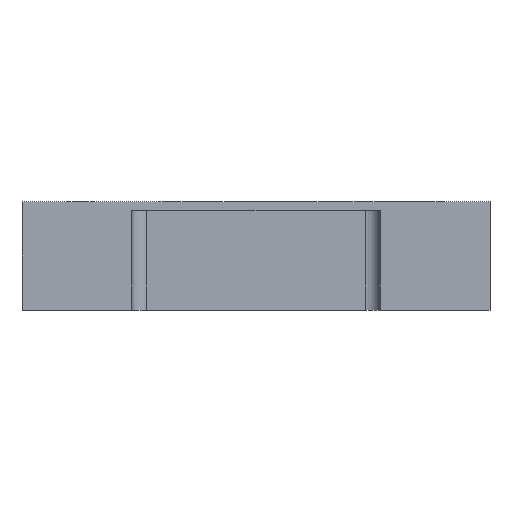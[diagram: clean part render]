
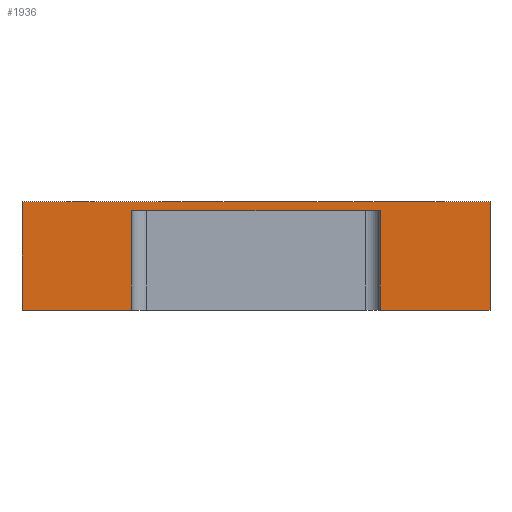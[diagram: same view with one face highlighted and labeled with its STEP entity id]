
A CAD part, front view. The second image highlights one B-rep face of the part: STEP entity #1936.
In plain terms, the highlighted planar face has unit normal (0, -1, 0).
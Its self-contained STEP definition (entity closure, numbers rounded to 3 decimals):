
#22 = VERTEX_POINT('',#23);
#23 = CARTESIAN_POINT('',(80.,0.,0.));
#32 = PLANE('',#33);
#33 = AXIS2_PLACEMENT_3D('',#34,#35,#36);
#34 = CARTESIAN_POINT('',(80.,0.,0.));
#35 = DIRECTION('',(-1.,0.,0.));
#36 = DIRECTION('',(0.,1.,0.));
#44 = PLANE('',#45);
#45 = AXIS2_PLACEMENT_3D('',#46,#47,#48);
#46 = CARTESIAN_POINT('',(6.01,125.006,0.));
#47 = DIRECTION('',(0.,0.,1.));
#48 = DIRECTION('',(1.,0.,0.));
#56 = EDGE_CURVE('',#22,#57,#59,.T.);
#57 = VERTEX_POINT('',#58);
#58 = CARTESIAN_POINT('',(80.,0.,37.));
#59 = SURFACE_CURVE('',#60,(#64,#71),.PCURVE_S1.);
#60 = LINE('',#61,#62);
#61 = CARTESIAN_POINT('',(80.,0.,0.));
#62 = VECTOR('',#63,1.);
#63 = DIRECTION('',(0.,0.,1.));
#64 = PCURVE('',#32,#65);
#65 = DEFINITIONAL_REPRESENTATION('',(#66),#70);
#66 = LINE('',#67,#68);
#67 = CARTESIAN_POINT('',(0.,0.));
#68 = VECTOR('',#69,1.);
#69 = DIRECTION('',(0.,-1.));
#70 = ( GEOMETRIC_REPRESENTATION_CONTEXT(2) 
PARAMETRIC_REPRESENTATION_CONTEXT() REPRESENTATION_CONTEXT('2D SPACE',''
  ) );
#71 = PCURVE('',#72,#77);
#72 = PLANE('',#73);
#73 = AXIS2_PLACEMENT_3D('',#74,#75,#76);
#74 = CARTESIAN_POINT('',(-80.,0.,0.));
#75 = DIRECTION('',(0.,1.,0.));
#76 = DIRECTION('',(1.,0.,0.));
#77 = DEFINITIONAL_REPRESENTATION('',(#78),#82);
#78 = LINE('',#79,#80);
#79 = CARTESIAN_POINT('',(160.,0.));
#80 = VECTOR('',#81,1.);
#81 = DIRECTION('',(0.,-1.));
#82 = ( GEOMETRIC_REPRESENTATION_CONTEXT(2) 
PARAMETRIC_REPRESENTATION_CONTEXT() REPRESENTATION_CONTEXT('2D SPACE',''
  ) );
#100 = PLANE('',#101);
#101 = AXIS2_PLACEMENT_3D('',#102,#103,#104);
#102 = CARTESIAN_POINT('',(6.01,125.006,37.));
#103 = DIRECTION('',(0.,0.,1.));
#104 = DIRECTION('',(1.,0.,0.));
#320 = VERTEX_POINT('',#321);
#321 = CARTESIAN_POINT('',(42.5,0.,0.));
#337 = PLANE('',#338);
#338 = AXIS2_PLACEMENT_3D('',#339,#340,#341);
#339 = CARTESIAN_POINT('',(42.5,0.,0.));
#340 = DIRECTION('',(-1.,0.,0.));
#341 = DIRECTION('',(0.,1.,0.));
#349 = EDGE_CURVE('',#320,#22,#350,.T.);
#350 = SURFACE_CURVE('',#351,(#355,#362),.PCURVE_S1.);
#351 = LINE('',#352,#353);
#352 = CARTESIAN_POINT('',(-80.,0.,0.));
#353 = VECTOR('',#354,1.);
#354 = DIRECTION('',(1.,0.,0.));
#355 = PCURVE('',#44,#356);
#356 = DEFINITIONAL_REPRESENTATION('',(#357),#361);
#357 = LINE('',#358,#359);
#358 = CARTESIAN_POINT('',(-86.01,-125.006));
#359 = VECTOR('',#360,1.);
#360 = DIRECTION('',(1.,0.));
#361 = ( GEOMETRIC_REPRESENTATION_CONTEXT(2) 
PARAMETRIC_REPRESENTATION_CONTEXT() REPRESENTATION_CONTEXT('2D SPACE',''
  ) );
#362 = PCURVE('',#72,#363);
#363 = DEFINITIONAL_REPRESENTATION('',(#364),#368);
#364 = LINE('',#365,#366);
#365 = CARTESIAN_POINT('',(0.,0.));
#366 = VECTOR('',#367,1.);
#367 = DIRECTION('',(1.,0.));
#368 = ( GEOMETRIC_REPRESENTATION_CONTEXT(2) 
PARAMETRIC_REPRESENTATION_CONTEXT() REPRESENTATION_CONTEXT('2D SPACE',''
  ) );
#714 = PLANE('',#715);
#715 = AXIS2_PLACEMENT_3D('',#716,#717,#718);
#716 = CARTESIAN_POINT('',(-80.,235.,0.));
#717 = DIRECTION('',(1.,0.,0.));
#718 = DIRECTION('',(0.,-1.,0.));
#1592 = VERTEX_POINT('',#1593);
#1593 = CARTESIAN_POINT('',(-80.,0.,37.));
#1614 = EDGE_CURVE('',#1592,#57,#1615,.T.);
#1615 = SURFACE_CURVE('',#1616,(#1620,#1627),.PCURVE_S1.);
#1616 = LINE('',#1617,#1618);
#1617 = CARTESIAN_POINT('',(-80.,0.,37.));
#1618 = VECTOR('',#1619,1.);
#1619 = DIRECTION('',(1.,0.,0.));
#1620 = PCURVE('',#100,#1621);
#1621 = DEFINITIONAL_REPRESENTATION('',(#1622),#1626);
#1622 = LINE('',#1623,#1624);
#1623 = CARTESIAN_POINT('',(-86.01,-125.006));
#1624 = VECTOR('',#1625,1.);
#1625 = DIRECTION('',(1.,0.));
#1626 = ( GEOMETRIC_REPRESENTATION_CONTEXT(2) 
PARAMETRIC_REPRESENTATION_CONTEXT() REPRESENTATION_CONTEXT('2D SPACE',''
  ) );
#1627 = PCURVE('',#72,#1628);
#1628 = DEFINITIONAL_REPRESENTATION('',(#1629),#1633);
#1629 = LINE('',#1630,#1631);
#1630 = CARTESIAN_POINT('',(0.,-37.));
#1631 = VECTOR('',#1632,1.);
#1632 = DIRECTION('',(1.,0.));
#1633 = ( GEOMETRIC_REPRESENTATION_CONTEXT(2) 
PARAMETRIC_REPRESENTATION_CONTEXT() REPRESENTATION_CONTEXT('2D SPACE',''
  ) );
#1936 = ADVANCED_FACE('',(#1937),#72,.F.);
#1937 = FACE_BOUND('',#1938,.F.);
#1938 = EDGE_LOOP('',(#1939,#1969,#1990,#1991,#1992,#1993,#2016,#2044));
#1939 = ORIENTED_EDGE('',*,*,#1940,.F.);
#1940 = EDGE_CURVE('',#1941,#1943,#1945,.T.);
#1941 = VERTEX_POINT('',#1942);
#1942 = CARTESIAN_POINT('',(-80.,0.,0.));
#1943 = VERTEX_POINT('',#1944);
#1944 = CARTESIAN_POINT('',(-42.5,0.,0.));
#1945 = SURFACE_CURVE('',#1946,(#1950,#1957),.PCURVE_S1.);
#1946 = LINE('',#1947,#1948);
#1947 = CARTESIAN_POINT('',(-80.,0.,0.));
#1948 = VECTOR('',#1949,1.);
#1949 = DIRECTION('',(1.,0.,0.));
#1950 = PCURVE('',#72,#1951);
#1951 = DEFINITIONAL_REPRESENTATION('',(#1952),#1956);
#1952 = LINE('',#1953,#1954);
#1953 = CARTESIAN_POINT('',(0.,0.));
#1954 = VECTOR('',#1955,1.);
#1955 = DIRECTION('',(1.,0.));
#1956 = ( GEOMETRIC_REPRESENTATION_CONTEXT(2) 
PARAMETRIC_REPRESENTATION_CONTEXT() REPRESENTATION_CONTEXT('2D SPACE',''
  ) );
#1957 = PCURVE('',#1958,#1963);
#1958 = PLANE('',#1959);
#1959 = AXIS2_PLACEMENT_3D('',#1960,#1961,#1962);
#1960 = CARTESIAN_POINT('',(6.01,125.006,0.));
#1961 = DIRECTION('',(0.,0.,1.));
#1962 = DIRECTION('',(1.,0.,0.));
#1963 = DEFINITIONAL_REPRESENTATION('',(#1964),#1968);
#1964 = LINE('',#1965,#1966);
#1965 = CARTESIAN_POINT('',(-86.01,-125.006));
#1966 = VECTOR('',#1967,1.);
#1967 = DIRECTION('',(1.,0.));
#1968 = ( GEOMETRIC_REPRESENTATION_CONTEXT(2) 
PARAMETRIC_REPRESENTATION_CONTEXT() REPRESENTATION_CONTEXT('2D SPACE',''
  ) );
#1969 = ORIENTED_EDGE('',*,*,#1970,.T.);
#1970 = EDGE_CURVE('',#1941,#1592,#1971,.T.);
#1971 = SURFACE_CURVE('',#1972,(#1976,#1983),.PCURVE_S1.);
#1972 = LINE('',#1973,#1974);
#1973 = CARTESIAN_POINT('',(-80.,0.,0.));
#1974 = VECTOR('',#1975,1.);
#1975 = DIRECTION('',(0.,0.,1.));
#1976 = PCURVE('',#72,#1977);
#1977 = DEFINITIONAL_REPRESENTATION('',(#1978),#1982);
#1978 = LINE('',#1979,#1980);
#1979 = CARTESIAN_POINT('',(0.,0.));
#1980 = VECTOR('',#1981,1.);
#1981 = DIRECTION('',(0.,-1.));
#1982 = ( GEOMETRIC_REPRESENTATION_CONTEXT(2) 
PARAMETRIC_REPRESENTATION_CONTEXT() REPRESENTATION_CONTEXT('2D SPACE',''
  ) );
#1983 = PCURVE('',#714,#1984);
#1984 = DEFINITIONAL_REPRESENTATION('',(#1985),#1989);
#1985 = LINE('',#1986,#1987);
#1986 = CARTESIAN_POINT('',(235.,0.));
#1987 = VECTOR('',#1988,1.);
#1988 = DIRECTION('',(0.,-1.));
#1989 = ( GEOMETRIC_REPRESENTATION_CONTEXT(2) 
PARAMETRIC_REPRESENTATION_CONTEXT() REPRESENTATION_CONTEXT('2D SPACE',''
  ) );
#1990 = ORIENTED_EDGE('',*,*,#1614,.T.);
#1991 = ORIENTED_EDGE('',*,*,#56,.F.);
#1992 = ORIENTED_EDGE('',*,*,#349,.F.);
#1993 = ORIENTED_EDGE('',*,*,#1994,.T.);
#1994 = EDGE_CURVE('',#320,#1995,#1997,.T.);
#1995 = VERTEX_POINT('',#1996);
#1996 = CARTESIAN_POINT('',(42.5,0.,34.));
#1997 = SURFACE_CURVE('',#1998,(#2002,#2009),.PCURVE_S1.);
#1998 = LINE('',#1999,#2000);
#1999 = CARTESIAN_POINT('',(42.5,0.,0.));
#2000 = VECTOR('',#2001,1.);
#2001 = DIRECTION('',(0.,0.,1.));
#2002 = PCURVE('',#72,#2003);
#2003 = DEFINITIONAL_REPRESENTATION('',(#2004),#2008);
#2004 = LINE('',#2005,#2006);
#2005 = CARTESIAN_POINT('',(122.5,0.));
#2006 = VECTOR('',#2007,1.);
#2007 = DIRECTION('',(0.,-1.));
#2008 = ( GEOMETRIC_REPRESENTATION_CONTEXT(2) 
PARAMETRIC_REPRESENTATION_CONTEXT() REPRESENTATION_CONTEXT('2D SPACE',''
  ) );
#2009 = PCURVE('',#337,#2010);
#2010 = DEFINITIONAL_REPRESENTATION('',(#2011),#2015);
#2011 = LINE('',#2012,#2013);
#2012 = CARTESIAN_POINT('',(0.,0.));
#2013 = VECTOR('',#2014,1.);
#2014 = DIRECTION('',(0.,-1.));
#2015 = ( GEOMETRIC_REPRESENTATION_CONTEXT(2) 
PARAMETRIC_REPRESENTATION_CONTEXT() REPRESENTATION_CONTEXT('2D SPACE',''
  ) );
#2016 = ORIENTED_EDGE('',*,*,#2017,.T.);
#2017 = EDGE_CURVE('',#1995,#2018,#2020,.T.);
#2018 = VERTEX_POINT('',#2019);
#2019 = CARTESIAN_POINT('',(-42.5,0.,34.));
#2020 = SURFACE_CURVE('',#2021,(#2025,#2032),.PCURVE_S1.);
#2021 = LINE('',#2022,#2023);
#2022 = CARTESIAN_POINT('',(42.5,0.,34.));
#2023 = VECTOR('',#2024,1.);
#2024 = DIRECTION('',(-1.,0.,0.));
#2025 = PCURVE('',#72,#2026);
#2026 = DEFINITIONAL_REPRESENTATION('',(#2027),#2031);
#2027 = LINE('',#2028,#2029);
#2028 = CARTESIAN_POINT('',(122.5,-34.));
#2029 = VECTOR('',#2030,1.);
#2030 = DIRECTION('',(-1.,0.));
#2031 = ( GEOMETRIC_REPRESENTATION_CONTEXT(2) 
PARAMETRIC_REPRESENTATION_CONTEXT() REPRESENTATION_CONTEXT('2D SPACE',''
  ) );
#2032 = PCURVE('',#2033,#2038);
#2033 = PLANE('',#2034);
#2034 = AXIS2_PLACEMENT_3D('',#2035,#2036,#2037);
#2035 = CARTESIAN_POINT('',(-5.852,108.368,34.));
#2036 = DIRECTION('',(0.,0.,1.));
#2037 = DIRECTION('',(1.,0.,0.));
#2038 = DEFINITIONAL_REPRESENTATION('',(#2039),#2043);
#2039 = LINE('',#2040,#2041);
#2040 = CARTESIAN_POINT('',(48.352,-108.368));
#2041 = VECTOR('',#2042,1.);
#2042 = DIRECTION('',(-1.,0.));
#2043 = ( GEOMETRIC_REPRESENTATION_CONTEXT(2) 
PARAMETRIC_REPRESENTATION_CONTEXT() REPRESENTATION_CONTEXT('2D SPACE',''
  ) );
#2044 = ORIENTED_EDGE('',*,*,#2045,.F.);
#2045 = EDGE_CURVE('',#1943,#2018,#2046,.T.);
#2046 = SURFACE_CURVE('',#2047,(#2051,#2058),.PCURVE_S1.);
#2047 = LINE('',#2048,#2049);
#2048 = CARTESIAN_POINT('',(-42.5,0.,0.));
#2049 = VECTOR('',#2050,1.);
#2050 = DIRECTION('',(0.,0.,1.));
#2051 = PCURVE('',#72,#2052);
#2052 = DEFINITIONAL_REPRESENTATION('',(#2053),#2057);
#2053 = LINE('',#2054,#2055);
#2054 = CARTESIAN_POINT('',(37.5,0.));
#2055 = VECTOR('',#2056,1.);
#2056 = DIRECTION('',(0.,-1.));
#2057 = ( GEOMETRIC_REPRESENTATION_CONTEXT(2) 
PARAMETRIC_REPRESENTATION_CONTEXT() REPRESENTATION_CONTEXT('2D SPACE',''
  ) );
#2058 = PCURVE('',#2059,#2064);
#2059 = PLANE('',#2060);
#2060 = AXIS2_PLACEMENT_3D('',#2061,#2062,#2063);
#2061 = CARTESIAN_POINT('',(-42.5,0.,0.));
#2062 = DIRECTION('',(-1.,0.,0.));
#2063 = DIRECTION('',(0.,1.,0.));
#2064 = DEFINITIONAL_REPRESENTATION('',(#2065),#2069);
#2065 = LINE('',#2066,#2067);
#2066 = CARTESIAN_POINT('',(0.,0.));
#2067 = VECTOR('',#2068,1.);
#2068 = DIRECTION('',(0.,-1.));
#2069 = ( GEOMETRIC_REPRESENTATION_CONTEXT(2) 
PARAMETRIC_REPRESENTATION_CONTEXT() REPRESENTATION_CONTEXT('2D SPACE',''
  ) );
